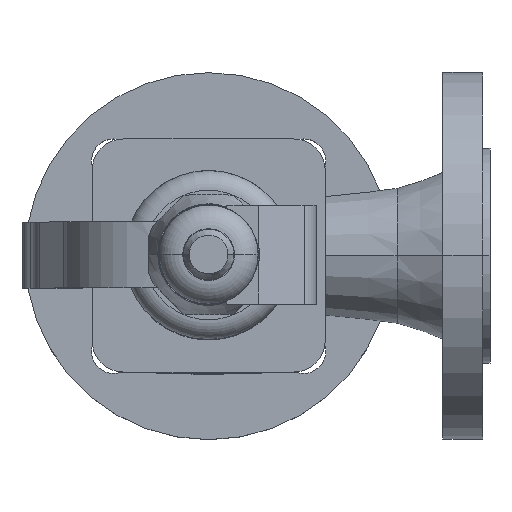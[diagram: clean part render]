
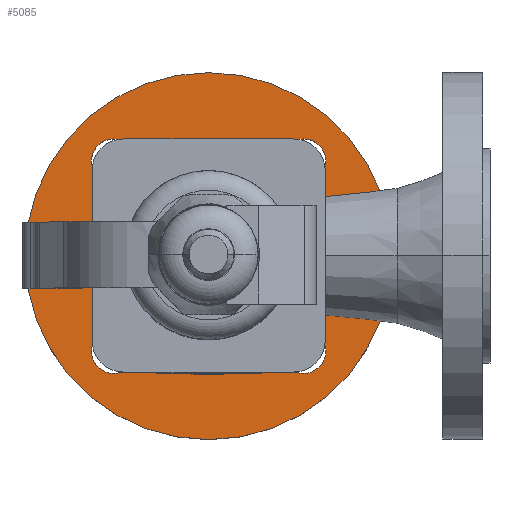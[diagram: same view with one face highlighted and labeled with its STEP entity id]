
A CAD part, top view. The second image highlights one B-rep face of the part: STEP entity #5085.
In plain terms, the highlighted planar face has unit normal (0, 0, 1).
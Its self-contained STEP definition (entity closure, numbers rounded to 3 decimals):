
#1935=CARTESIAN_POINT('',(75.,-0.,19.3));
#1936=VERTEX_POINT('',#1935);
#1943=CARTESIAN_POINT('',(-75.,0.,19.3));
#1944=VERTEX_POINT('',#1943);
#1945=CARTESIAN_POINT('',(0.,-0.,19.3));
#1946=DIRECTION('',(-0.,0.,-1.));
#1947=DIRECTION('',(-1.,0.,0.));
#1948=AXIS2_PLACEMENT_3D('',#1945,#1946,#1947);
#1949=CIRCLE('',#1948,75.);
#1950=EDGE_CURVE('',#1936,#1944,#1949,.T.);
#1966=CARTESIAN_POINT('',(34.,0.,19.3));
#1967=VERTEX_POINT('',#1966);
#1968=CARTESIAN_POINT('',(-34.,-0.,19.3));
#1969=VERTEX_POINT('',#1968);
#1970=CARTESIAN_POINT('',(0.,-0.,19.3));
#1971=DIRECTION('',(0.,0.,-1.));
#1972=DIRECTION('',(-1.,0.,0.));
#1973=AXIS2_PLACEMENT_3D('',#1970,#1971,#1972);
#1974=CIRCLE('',#1973,34.);
#1975=EDGE_CURVE('',#1967,#1969,#1974,.T.);
#3890=CARTESIAN_POINT('',(29.891,38.891,19.3));
#3891=VERTEX_POINT('',#3890);
#3898=CARTESIAN_POINT('',(47.891,38.891,19.3));
#3899=VERTEX_POINT('',#3898);
#3900=CARTESIAN_POINT('',(38.891,38.891,19.3));
#3901=DIRECTION('',(0.,0.,-1.));
#3902=DIRECTION('',(1.,0.,0.));
#3903=AXIS2_PLACEMENT_3D('',#3900,#3901,#3902);
#3904=CIRCLE('',#3903,9.);
#3905=EDGE_CURVE('',#3899,#3891,#3904,.T.);
#3921=CARTESIAN_POINT('',(29.891,-38.891,19.3));
#3922=VERTEX_POINT('',#3921);
#3923=CARTESIAN_POINT('',(47.891,-38.891,19.3));
#3924=VERTEX_POINT('',#3923);
#3925=CARTESIAN_POINT('',(38.891,-38.891,19.3));
#3926=DIRECTION('',(0.,0.,-1.));
#3927=DIRECTION('',(1.,0.,0.));
#3928=AXIS2_PLACEMENT_3D('',#3925,#3926,#3927);
#3929=CIRCLE('',#3928,9.);
#3930=EDGE_CURVE('',#3922,#3924,#3929,.T.);
#3963=CARTESIAN_POINT('',(-47.891,-38.891,19.3));
#3964=VERTEX_POINT('',#3963);
#3965=CARTESIAN_POINT('',(-29.891,-38.891,19.3));
#3966=VERTEX_POINT('',#3965);
#3967=CARTESIAN_POINT('',(-38.891,-38.891,19.3));
#3968=DIRECTION('',(0.,0.,-1.));
#3969=DIRECTION('',(1.,0.,0.));
#3970=AXIS2_PLACEMENT_3D('',#3967,#3968,#3969);
#3971=CIRCLE('',#3970,9.);
#3972=EDGE_CURVE('',#3964,#3966,#3971,.T.);
#4005=CARTESIAN_POINT('',(-47.891,38.891,19.3));
#4006=VERTEX_POINT('',#4005);
#4007=CARTESIAN_POINT('',(-29.891,38.891,19.3));
#4008=VERTEX_POINT('',#4007);
#4009=CARTESIAN_POINT('',(-38.891,38.891,19.3));
#4010=DIRECTION('',(0.,0.,-1.));
#4011=DIRECTION('',(1.,0.,0.));
#4012=AXIS2_PLACEMENT_3D('',#4009,#4010,#4011);
#4013=CIRCLE('',#4012,9.);
#4014=EDGE_CURVE('',#4006,#4008,#4013,.T.);
#5020=CARTESIAN_POINT('',(-54.5,0.,19.3));
#5021=DIRECTION('',(0.,-0.,1.));
#5022=DIRECTION('',(1.,-0.,-0.));
#5023=AXIS2_PLACEMENT_3D('',#5020,#5021,#5022);
#5024=PLANE('',#5023);
#5025=ORIENTED_EDGE('',*,*,#4014,.T.);
#5026=CARTESIAN_POINT('',(-38.891,38.891,19.3));
#5027=DIRECTION('',(0.,0.,-1.));
#5028=DIRECTION('',(1.,0.,0.));
#5029=AXIS2_PLACEMENT_3D('',#5026,#5027,#5028);
#5030=CIRCLE('',#5029,9.);
#5031=EDGE_CURVE('',#4008,#4006,#5030,.T.);
#5032=ORIENTED_EDGE('',*,*,#5031,.T.);
#5033=EDGE_LOOP('',(#5025,#5032));
#5034=FACE_BOUND('',#5033,.T.);
#5035=ORIENTED_EDGE('',*,*,#3972,.T.);
#5036=CARTESIAN_POINT('',(-38.891,-38.891,19.3));
#5037=DIRECTION('',(0.,0.,-1.));
#5038=DIRECTION('',(1.,0.,0.));
#5039=AXIS2_PLACEMENT_3D('',#5036,#5037,#5038);
#5040=CIRCLE('',#5039,9.);
#5041=EDGE_CURVE('',#3966,#3964,#5040,.T.);
#5042=ORIENTED_EDGE('',*,*,#5041,.T.);
#5043=EDGE_LOOP('',(#5035,#5042));
#5044=FACE_BOUND('',#5043,.T.);
#5045=ORIENTED_EDGE('',*,*,#3930,.T.);
#5046=CARTESIAN_POINT('',(38.891,-38.891,19.3));
#5047=DIRECTION('',(0.,0.,-1.));
#5048=DIRECTION('',(1.,0.,0.));
#5049=AXIS2_PLACEMENT_3D('',#5046,#5047,#5048);
#5050=CIRCLE('',#5049,9.);
#5051=EDGE_CURVE('',#3924,#3922,#5050,.T.);
#5052=ORIENTED_EDGE('',*,*,#5051,.T.);
#5053=EDGE_LOOP('',(#5045,#5052));
#5054=FACE_BOUND('',#5053,.T.);
#5055=CARTESIAN_POINT('',(38.891,38.891,19.3));
#5056=DIRECTION('',(0.,0.,-1.));
#5057=DIRECTION('',(1.,0.,0.));
#5058=AXIS2_PLACEMENT_3D('',#5055,#5056,#5057);
#5059=CIRCLE('',#5058,9.);
#5060=EDGE_CURVE('',#3891,#3899,#5059,.T.);
#5061=ORIENTED_EDGE('',*,*,#5060,.T.);
#5062=ORIENTED_EDGE('',*,*,#3905,.T.);
#5063=EDGE_LOOP('',(#5061,#5062));
#5064=FACE_BOUND('',#5063,.T.);
#5065=ORIENTED_EDGE('',*,*,#1975,.T.);
#5066=CARTESIAN_POINT('',(0.,-0.,19.3));
#5067=DIRECTION('',(0.,0.,-1.));
#5068=DIRECTION('',(-1.,0.,0.));
#5069=AXIS2_PLACEMENT_3D('',#5066,#5067,#5068);
#5070=CIRCLE('',#5069,34.);
#5071=EDGE_CURVE('',#1969,#1967,#5070,.T.);
#5072=ORIENTED_EDGE('',*,*,#5071,.T.);
#5073=EDGE_LOOP('',(#5065,#5072));
#5074=FACE_BOUND('',#5073,.T.);
#5075=CARTESIAN_POINT('',(0.,-0.,19.3));
#5076=DIRECTION('',(-0.,0.,-1.));
#5077=DIRECTION('',(-1.,0.,0.));
#5078=AXIS2_PLACEMENT_3D('',#5075,#5076,#5077);
#5079=CIRCLE('',#5078,75.);
#5080=EDGE_CURVE('',#1944,#1936,#5079,.T.);
#5081=ORIENTED_EDGE('',*,*,#5080,.F.);
#5082=ORIENTED_EDGE('',*,*,#1950,.F.);
#5083=EDGE_LOOP('',(#5081,#5082));
#5084=FACE_BOUND('',#5083,.T.);
#5085=ADVANCED_FACE('',(#5034,#5044,#5054,#5064,#5074,#5084),#5024,.T.);
